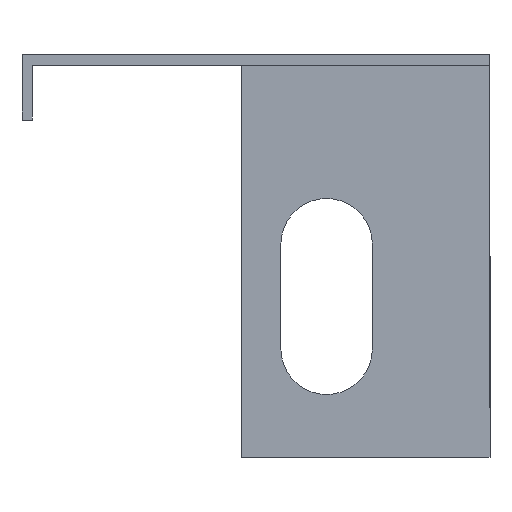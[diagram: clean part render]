
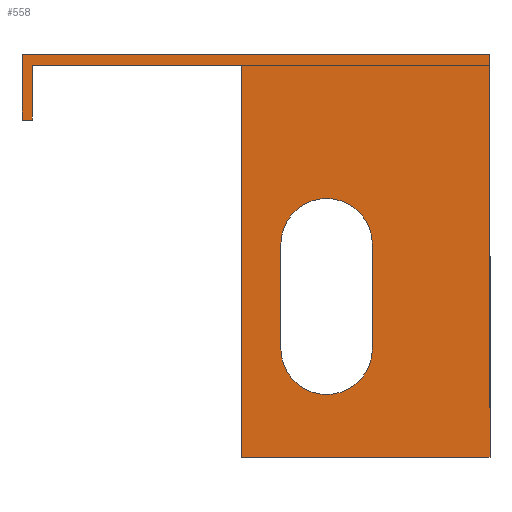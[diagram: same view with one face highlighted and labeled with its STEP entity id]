
A CAD part, left-side view. The second image highlights one B-rep face of the part: STEP entity #558.
In plain terms, the highlighted planar face has unit normal (-1, 0, 0).
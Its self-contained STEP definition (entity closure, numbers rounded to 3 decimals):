
#5 = CARTESIAN_POINT ( 'NONE',  ( -100.8, 26.3, 0. ) ) ;
#8 = VECTOR ( 'NONE', #286, 1000. ) ;
#11 = LINE ( 'NONE', #631, #623 ) ;
#14 = VERTEX_POINT ( 'NONE', #429 ) ;
#18 = DIRECTION ( 'NONE',  ( 0., 0., 1. ) ) ;
#22 = ORIENTED_EDGE ( 'NONE', *, *, #721, .T. ) ;
#37 = ORIENTED_EDGE ( 'NONE', *, *, #572, .F. ) ;
#39 = DIRECTION ( 'NONE',  ( 0., -1., 0. ) ) ;
#41 = ORIENTED_EDGE ( 'NONE', *, *, #598, .F. ) ;
#49 = VECTOR ( 'NONE', #71, 1000. ) ;
#71 = DIRECTION ( 'NONE',  ( 0., 0., -1. ) ) ;
#76 = VERTEX_POINT ( 'NONE', #168 ) ;
#79 = CARTESIAN_POINT ( 'NONE',  ( -100.8, -9.5, 0. ) ) ;
#80 = CARTESIAN_POINT ( 'NONE',  ( -100.8, 26.3, -5. ) ) ;
#95 = VERTEX_POINT ( 'NONE', #352 ) ;
#111 = CARTESIAN_POINT ( 'NONE',  ( -100.8, 26.3, 0. ) ) ;
#133 = VERTEX_POINT ( 'NONE', #510 ) ;
#137 = CARTESIAN_POINT ( 'NONE',  ( -100.8, -0.5, -22.5 ) ) ;
#146 = CARTESIAN_POINT ( 'NONE',  ( -100.8, -0.5, -14.5 ) ) ;
#150 = CARTESIAN_POINT ( 'NONE',  ( -100.8, 3., -14.5 ) ) ;
#156 = DIRECTION ( 'NONE',  ( -1., 0., 0. ) ) ;
#159 = EDGE_CURVE ( 'NONE', #759, #479, #748, .T. ) ;
#168 = CARTESIAN_POINT ( 'NONE',  ( -100.8, 9.5, -0.8 ) ) ;
#177 = EDGE_CURVE ( 'NONE', #337, #556, #217, .T. ) ;
#181 = LINE ( 'NONE', #589, #653 ) ;
#183 = VERTEX_POINT ( 'NONE', #80 ) ;
#217 = CIRCLE ( 'NONE', #501, 3.5 ) ;
#219 = ORIENTED_EDGE ( 'NONE', *, *, #310, .T. ) ;
#230 = EDGE_CURVE ( 'NONE', #14, #295, #181, .T. ) ;
#233 = VECTOR ( 'NONE', #668, 1000. ) ;
#244 = FACE_OUTER_BOUND ( 'NONE', #258, .T. ) ;
#251 = CARTESIAN_POINT ( 'NONE',  ( -100.8, 3., -22.5 ) ) ;
#255 = VECTOR ( 'NONE', #415, 1000. ) ;
#258 = EDGE_LOOP ( 'NONE', ( #732, #432, #681, #219, #373, #626, #22, #643 ) ) ;
#278 = DIRECTION ( 'NONE',  ( 1., 0., 0. ) ) ;
#281 = LINE ( 'NONE', #307, #711 ) ;
#285 = VERTEX_POINT ( 'NONE', #5 ) ;
#286 = DIRECTION ( 'NONE',  ( 0., 0., 1. ) ) ;
#295 = VERTEX_POINT ( 'NONE', #424 ) ;
#303 = ORIENTED_EDGE ( 'NONE', *, *, #159, .F. ) ;
#307 = CARTESIAN_POINT ( 'NONE',  ( -100.8, 6.5, -22.5 ) ) ;
#310 = EDGE_CURVE ( 'NONE', #183, #14, #757, .T. ) ;
#333 = DIRECTION ( 'NONE',  ( -1., 0., 0. ) ) ;
#337 = VERTEX_POINT ( 'NONE', #146 ) ;
#341 = CARTESIAN_POINT ( 'NONE',  ( -100.8, 6.5, -22.5 ) ) ;
#352 = CARTESIAN_POINT ( 'NONE',  ( -100.8, 9.5, -30.8 ) ) ;
#362 = PLANE ( 'NONE',  #605 ) ;
#373 = ORIENTED_EDGE ( 'NONE', *, *, #230, .T. ) ;
#382 = LINE ( 'NONE', #764, #691 ) ;
#415 = DIRECTION ( 'NONE',  ( 0., -1., 0. ) ) ;
#419 = AXIS2_PLACEMENT_3D ( 'NONE', #251, #156, #566 ) ;
#424 = CARTESIAN_POINT ( 'NONE',  ( -100.8, 25.5, -0.8 ) ) ;
#427 = CARTESIAN_POINT ( 'NONE',  ( -100.8, 9.5, -0.8 ) ) ;
#429 = CARTESIAN_POINT ( 'NONE',  ( -100.8, 25.5, -5. ) ) ;
#432 = ORIENTED_EDGE ( 'NONE', *, *, #610, .F. ) ;
#439 = DIRECTION ( 'NONE',  ( 0., 0., 1. ) ) ;
#440 = LINE ( 'NONE', #490, #565 ) ;
#447 = DIRECTION ( 'NONE',  ( 0., -1., 0. ) ) ;
#448 = EDGE_CURVE ( 'NONE', #295, #76, #481, .T. ) ;
#450 = CARTESIAN_POINT ( 'NONE',  ( -100.8, -0.5, -22.5 ) ) ;
#467 = EDGE_CURVE ( 'NONE', #95, #133, #11, .T. ) ;
#479 = VERTEX_POINT ( 'NONE', #450 ) ;
#481 = LINE ( 'NONE', #573, #641 ) ;
#490 = CARTESIAN_POINT ( 'NONE',  ( -100.8, -9.5, -0.8 ) ) ;
#501 = AXIS2_PLACEMENT_3D ( 'NONE', #150, #333, #439 ) ;
#510 = CARTESIAN_POINT ( 'NONE',  ( -100.8, -9.5, -30.8 ) ) ;
#545 = LINE ( 'NONE', #137, #233 ) ;
#550 = DIRECTION ( 'NONE',  ( 0., -1., 0. ) ) ;
#554 = EDGE_CURVE ( 'NONE', #133, #634, #440, .T. ) ;
#556 = VERTEX_POINT ( 'NONE', #733 ) ;
#558 = ADVANCED_FACE ( 'NONE', ( #727, #244 ), #362, .F. ) ;
#565 = VECTOR ( 'NONE', #18, 1000. ) ;
#566 = DIRECTION ( 'NONE',  ( 0., 0., 1. ) ) ;
#572 = EDGE_CURVE ( 'NONE', #556, #759, #281, .T. ) ;
#573 = CARTESIAN_POINT ( 'NONE',  ( -100.8, 27.431, -0.8 ) ) ;
#580 = ORIENTED_EDGE ( 'NONE', *, *, #177, .F. ) ;
#589 = CARTESIAN_POINT ( 'NONE',  ( -100.8, 25.5, 0. ) ) ;
#598 = EDGE_CURVE ( 'NONE', #479, #337, #545, .T. ) ;
#605 = AXIS2_PLACEMENT_3D ( 'NONE', #427, #278, #704 ) ;
#608 = CARTESIAN_POINT ( 'NONE',  ( -100.8, 26.3, -5. ) ) ;
#609 = DIRECTION ( 'NONE',  ( 0., 0., -1. ) ) ;
#610 = EDGE_CURVE ( 'NONE', #285, #634, #382, .T. ) ;
#620 = LINE ( 'NONE', #111, #8 ) ;
#623 = VECTOR ( 'NONE', #39, 1000. ) ;
#626 = ORIENTED_EDGE ( 'NONE', *, *, #448, .T. ) ;
#631 = CARTESIAN_POINT ( 'NONE',  ( -100.8, -9.5, -30.8 ) ) ;
#634 = VERTEX_POINT ( 'NONE', #79 ) ;
#636 = EDGE_LOOP ( 'NONE', ( #41, #303, #37, #580 ) ) ;
#641 = VECTOR ( 'NONE', #447, 1000. ) ;
#643 = ORIENTED_EDGE ( 'NONE', *, *, #467, .T. ) ;
#649 = DIRECTION ( 'NONE',  ( 0., 0., 1. ) ) ;
#653 = VECTOR ( 'NONE', #649, 1000. ) ;
#668 = DIRECTION ( 'NONE',  ( 0., 0., 1. ) ) ;
#681 = ORIENTED_EDGE ( 'NONE', *, *, #762, .F. ) ;
#691 = VECTOR ( 'NONE', #550, 1000. ) ;
#704 = DIRECTION ( 'NONE',  ( 0., 0., -1. ) ) ;
#706 = LINE ( 'NONE', #768, #49 ) ;
#711 = VECTOR ( 'NONE', #609, 1000. ) ;
#721 = EDGE_CURVE ( 'NONE', #76, #95, #706, .T. ) ;
#727 = FACE_BOUND ( 'NONE', #636, .T. ) ;
#732 = ORIENTED_EDGE ( 'NONE', *, *, #554, .T. ) ;
#733 = CARTESIAN_POINT ( 'NONE',  ( -100.8, 6.5, -14.5 ) ) ;
#748 = CIRCLE ( 'NONE', #419, 3.5 ) ;
#757 = LINE ( 'NONE', #608, #255 ) ;
#759 = VERTEX_POINT ( 'NONE', #341 ) ;
#762 = EDGE_CURVE ( 'NONE', #183, #285, #620, .T. ) ;
#764 = CARTESIAN_POINT ( 'NONE',  ( -100.8, 27.431, 0. ) ) ;
#768 = CARTESIAN_POINT ( 'NONE',  ( -100.8, 9.5, -30.8 ) ) ;
